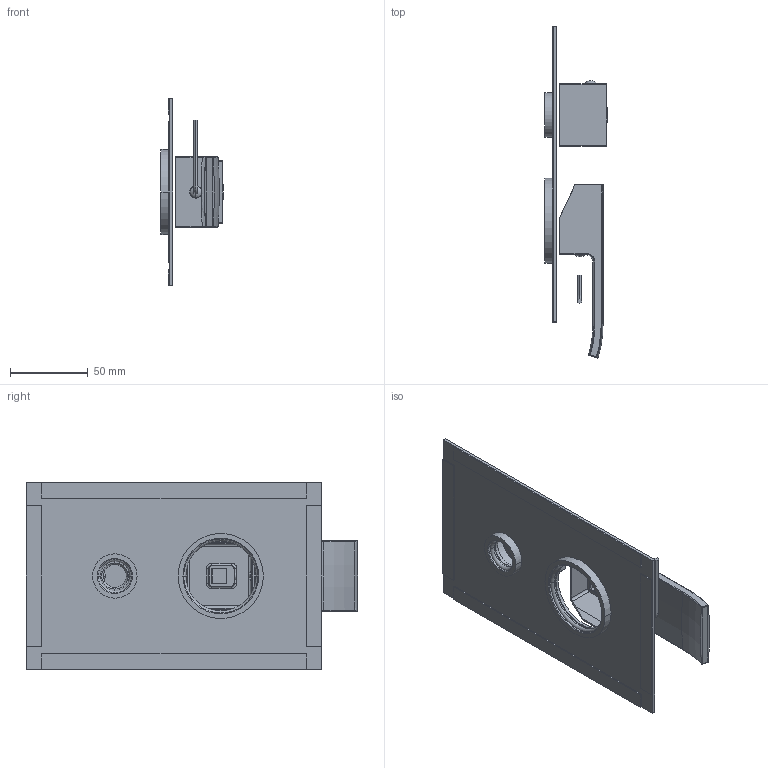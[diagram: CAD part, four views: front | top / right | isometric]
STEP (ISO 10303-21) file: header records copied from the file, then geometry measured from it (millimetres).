
FILE_DESCRIPTION((''),'2;1');
FILE_NAME('LES018CR-MEST_ASM','2021-01-29T11:29:30',('stefano.gianpani'),('PAFFONI SpA'),'CREO PARAMETRIC BY PTC INC, 2020044','CREO PARAMETRIC BY PTC INC, 2020044','');
FILE_SCHEMA(('CONFIG_CONTROL_DESIGN','SHAPE_APPEARANCE_LAYERS_GROUPS'));
Length unit declared in the file: millimetre
Products named in the file (14): 4061171CR; 592305006A2I; TCF0691105CRRB; CHBR25; 8001114_ASM; 4061169CRI_AF0; 2092467_AF2; 2092468_AF1; 2091415; 2091417; 2042488GR; 2041560GR; 2091105CRN; LES018CR-MEST_ASM
Assembly tree (15 placements, depth 3):
  LES018CR-MEST_ASM
    4061171CR
    8001114_ASM
      592305006A2I
      TCF0691105CRRB
      CHBR25
    4061169CRI_AF0
    2092467_AF2
    2092468_AF1
    2091415  x2
    2091417  x2
    2042488GR
    2041560GR
    2091105CRN
Bounding box: 39.99 x 213.06 x 120 mm (x, y, z)
Volume: 111312.3 mm3; surface area: 95553 mm2
Topology: 14 solids, 18 shells, 303 faces, 696 edges, 432 vertices
Faces by surface type: plane 131, cylinder 100, cone 30, torus 15, sphere 14, bspline 13
Entity records: 11683 total; most frequent: CARTESIAN_POINT 2591, DIRECTION 1475, ORIENTED_EDGE 1314, PRESENTATION_STYLE_ASSIGNMENT 682, STYLED_ITEM 682, CURVE_STYLE 666, EDGE_CURVE 666, AXIS2_PLACEMENT_3D 563
